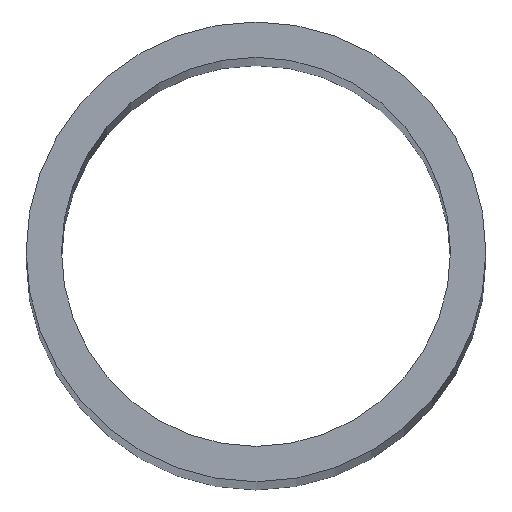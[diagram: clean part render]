
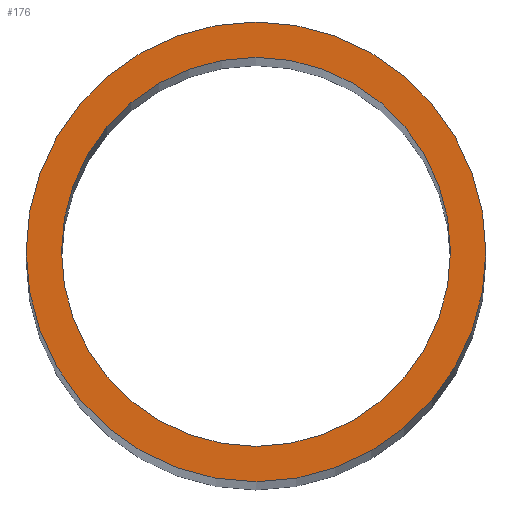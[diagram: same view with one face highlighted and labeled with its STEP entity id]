
A CAD part, top view. The second image highlights one B-rep face of the part: STEP entity #176.
In plain terms, the highlighted planar face has unit normal (0, 0, 1).
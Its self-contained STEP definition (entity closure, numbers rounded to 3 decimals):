
#6 = CARTESIAN_POINT ( 'NONE',  ( -8.25, 0., 200. ) ) ;
#7 = DIRECTION ( 'NONE',  ( 1., 0., 0. ) ) ;
#9 = VERTEX_POINT ( 'NONE', #6 ) ;
#10 = DIRECTION ( 'NONE',  ( 0., 0., 1. ) ) ;
#11 = PLANE ( 'NONE',  #214 ) ;
#14 = EDGE_CURVE ( 'NONE', #9, #25, #169, .T. ) ;
#19 = DIRECTION ( 'NONE',  ( 1., 0., 0. ) ) ;
#25 = VERTEX_POINT ( 'NONE', #200 ) ;
#31 = DIRECTION ( 'NONE',  ( 1., 0., 0. ) ) ;
#32 = DIRECTION ( 'NONE',  ( 0., 0., 1. ) ) ;
#40 = AXIS2_PLACEMENT_3D ( 'NONE', #212, #129, #46 ) ;
#46 = DIRECTION ( 'NONE',  ( 1., 0., 0. ) ) ;
#51 = VERTEX_POINT ( 'NONE', #86 ) ;
#53 = CARTESIAN_POINT ( 'NONE',  ( 0., 0., 200. ) ) ;
#61 = EDGE_CURVE ( 'NONE', #25, #9, #76, .T. ) ;
#67 = EDGE_CURVE ( 'NONE', #51, #188, #195, .T. ) ;
#73 = FACE_OUTER_BOUND ( 'NONE', #201, .T. ) ;
#76 = CIRCLE ( 'NONE', #127, 8.25 ) ;
#86 = CARTESIAN_POINT ( 'NONE',  ( 9.75, 0., 200. ) ) ;
#88 = AXIS2_PLACEMENT_3D ( 'NONE', #53, #10, #205 ) ;
#103 = ORIENTED_EDGE ( 'NONE', *, *, #211, .T. ) ;
#110 = FACE_BOUND ( 'NONE', #117, .T. ) ;
#117 = EDGE_LOOP ( 'NONE', ( #136, #119 ) ) ;
#119 = ORIENTED_EDGE ( 'NONE', *, *, #61, .F. ) ;
#121 = CIRCLE ( 'NONE', #40, 9.75 ) ;
#127 = AXIS2_PLACEMENT_3D ( 'NONE', #135, #137, #7 ) ;
#129 = DIRECTION ( 'NONE',  ( 0., 0., 1. ) ) ;
#135 = CARTESIAN_POINT ( 'NONE',  ( 0., 0., 200. ) ) ;
#136 = ORIENTED_EDGE ( 'NONE', *, *, #14, .F. ) ;
#137 = DIRECTION ( 'NONE',  ( 0., 0., 1. ) ) ;
#144 = CARTESIAN_POINT ( 'NONE',  ( 0., 0., 200. ) ) ;
#146 = AXIS2_PLACEMENT_3D ( 'NONE', #144, #157, #19 ) ;
#157 = DIRECTION ( 'NONE',  ( 0., 0., 1. ) ) ;
#164 = CARTESIAN_POINT ( 'NONE',  ( 0., 0., 200. ) ) ;
#169 = CIRCLE ( 'NONE', #88, 8.25 ) ;
#174 = ORIENTED_EDGE ( 'NONE', *, *, #67, .T. ) ;
#176 = ADVANCED_FACE ( 'NONE', ( #73, #110 ), #11, .T. ) ;
#184 = CARTESIAN_POINT ( 'NONE',  ( -9.75, 0., 200. ) ) ;
#188 = VERTEX_POINT ( 'NONE', #184 ) ;
#195 = CIRCLE ( 'NONE', #146, 9.75 ) ;
#200 = CARTESIAN_POINT ( 'NONE',  ( 8.25, 0., 200. ) ) ;
#201 = EDGE_LOOP ( 'NONE', ( #103, #174 ) ) ;
#205 = DIRECTION ( 'NONE',  ( 1., 0., 0. ) ) ;
#211 = EDGE_CURVE ( 'NONE', #188, #51, #121, .T. ) ;
#212 = CARTESIAN_POINT ( 'NONE',  ( 0., 0., 200. ) ) ;
#214 = AXIS2_PLACEMENT_3D ( 'NONE', #164, #32, #31 ) ;
